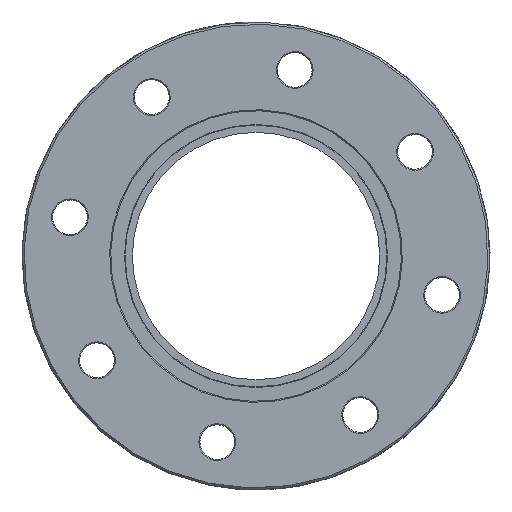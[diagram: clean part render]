
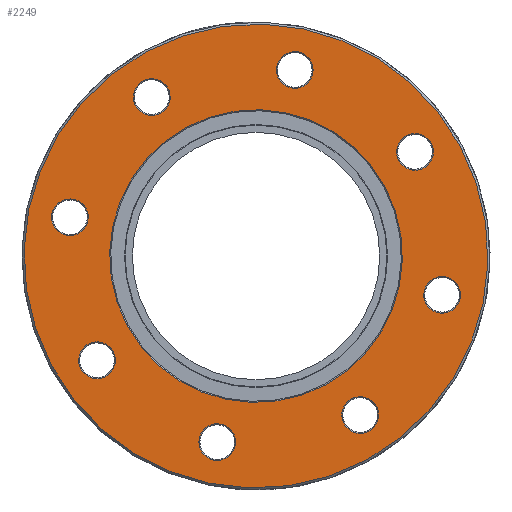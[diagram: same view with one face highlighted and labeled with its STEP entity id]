
A CAD part, front view. The second image highlights one B-rep face of the part: STEP entity #2249.
In plain terms, the highlighted planar face has unit normal (0, -1, 0).
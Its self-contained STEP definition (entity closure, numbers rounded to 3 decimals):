
#440=PLANE('',#2486);
#488=FACE_BOUND('',#716,.T.);
#489=FACE_BOUND('',#717,.T.);
#490=FACE_BOUND('',#718,.T.);
#491=FACE_BOUND('',#719,.T.);
#492=FACE_BOUND('',#720,.T.);
#493=FACE_BOUND('',#721,.T.);
#494=FACE_BOUND('',#722,.T.);
#495=FACE_BOUND('',#723,.T.);
#496=FACE_BOUND('',#724,.T.);
#558=FACE_OUTER_BOUND('',#715,.T.);
#715=EDGE_LOOP('',(#1598));
#716=EDGE_LOOP('',(#1599));
#717=EDGE_LOOP('',(#1600));
#718=EDGE_LOOP('',(#1601));
#719=EDGE_LOOP('',(#1602));
#720=EDGE_LOOP('',(#1603));
#721=EDGE_LOOP('',(#1604));
#722=EDGE_LOOP('',(#1605));
#723=EDGE_LOOP('',(#1606));
#724=EDGE_LOOP('',(#1607));
#914=CIRCLE('',#2485,35.5);
#915=CIRCLE('',#2487,56.25);
#916=CIRCLE('',#2488,4.45);
#917=CIRCLE('',#2489,4.45);
#918=CIRCLE('',#2490,4.45);
#919=CIRCLE('',#2491,4.45);
#920=CIRCLE('',#2492,4.45);
#921=CIRCLE('',#2493,4.45);
#922=CIRCLE('',#2494,4.45);
#923=CIRCLE('',#2495,4.45);
#1031=VERTEX_POINT('',#3256);
#1032=VERTEX_POINT('',#3259);
#1033=VERTEX_POINT('',#3261);
#1034=VERTEX_POINT('',#3263);
#1035=VERTEX_POINT('',#3265);
#1036=VERTEX_POINT('',#3267);
#1037=VERTEX_POINT('',#3269);
#1038=VERTEX_POINT('',#3271);
#1039=VERTEX_POINT('',#3273);
#1040=VERTEX_POINT('',#3275);
#1263=EDGE_CURVE('',#1031,#1031,#914,.T.);
#1264=EDGE_CURVE('',#1032,#1032,#915,.T.);
#1265=EDGE_CURVE('',#1033,#1033,#916,.T.);
#1266=EDGE_CURVE('',#1034,#1034,#917,.T.);
#1267=EDGE_CURVE('',#1035,#1035,#918,.T.);
#1268=EDGE_CURVE('',#1036,#1036,#919,.T.);
#1269=EDGE_CURVE('',#1037,#1037,#920,.T.);
#1270=EDGE_CURVE('',#1038,#1038,#921,.T.);
#1271=EDGE_CURVE('',#1039,#1039,#922,.T.);
#1272=EDGE_CURVE('',#1040,#1040,#923,.T.);
#1598=ORIENTED_EDGE('',*,*,#1264,.F.);
#1599=ORIENTED_EDGE('',*,*,#1265,.F.);
#1600=ORIENTED_EDGE('',*,*,#1266,.F.);
#1601=ORIENTED_EDGE('',*,*,#1267,.F.);
#1602=ORIENTED_EDGE('',*,*,#1268,.F.);
#1603=ORIENTED_EDGE('',*,*,#1269,.F.);
#1604=ORIENTED_EDGE('',*,*,#1270,.F.);
#1605=ORIENTED_EDGE('',*,*,#1271,.F.);
#1606=ORIENTED_EDGE('',*,*,#1272,.F.);
#1607=ORIENTED_EDGE('',*,*,#1263,.F.);
#2249=ADVANCED_FACE('',(#558,#488,#489,#490,#491,#492,#493,#494,#495,#496),
#440,.T.);
#2485=AXIS2_PLACEMENT_3D('',#3257,#2731,#2732);
#2486=AXIS2_PLACEMENT_3D('',#3258,#2733,#2734);
#2487=AXIS2_PLACEMENT_3D('',#3260,#2735,#2736);
#2488=AXIS2_PLACEMENT_3D('',#3262,#2737,#2738);
#2489=AXIS2_PLACEMENT_3D('',#3264,#2739,#2740);
#2490=AXIS2_PLACEMENT_3D('',#3266,#2741,#2742);
#2491=AXIS2_PLACEMENT_3D('',#3268,#2743,#2744);
#2492=AXIS2_PLACEMENT_3D('',#3270,#2745,#2746);
#2493=AXIS2_PLACEMENT_3D('',#3272,#2747,#2748);
#2494=AXIS2_PLACEMENT_3D('',#3274,#2749,#2750);
#2495=AXIS2_PLACEMENT_3D('',#3276,#2751,#2752);
#2731=DIRECTION('center_axis',(0.,-1.,0.));
#2732=DIRECTION('ref_axis',(1.,0.,0.));
#2733=DIRECTION('center_axis',(0.,-1.,0.));
#2734=DIRECTION('ref_axis',(0.,0.,-1.));
#2735=DIRECTION('center_axis',(0.,1.,0.));
#2736=DIRECTION('ref_axis',(1.,0.,0.));
#2737=DIRECTION('center_axis',(0.,-1.,0.));
#2738=DIRECTION('ref_axis',(0.,0.,1.));
#2739=DIRECTION('center_axis',(0.,-1.,0.));
#2740=DIRECTION('ref_axis',(-1.,0.,0.));
#2741=DIRECTION('center_axis',(0.,-1.,0.));
#2742=DIRECTION('ref_axis',(0.,0.,-1.));
#2743=DIRECTION('center_axis',(0.,-1.,0.));
#2744=DIRECTION('ref_axis',(1.,0.,0.));
#2745=DIRECTION('center_axis',(0.,-1.,0.));
#2746=DIRECTION('ref_axis',(0.707,0.,-0.707));
#2747=DIRECTION('center_axis',(0.,-1.,0.));
#2748=DIRECTION('ref_axis',(-0.707,0.,-0.707));
#2749=DIRECTION('center_axis',(0.,-1.,0.));
#2750=DIRECTION('ref_axis',(-0.707,0.,0.707));
#2751=DIRECTION('center_axis',(0.,-1.,0.));
#2752=DIRECTION('ref_axis',(0.707,0.,0.707));
#3256=CARTESIAN_POINT('',(-35.5,0.,0.));
#3257=CARTESIAN_POINT('Origin',(0.,0.,0.));
#3258=CARTESIAN_POINT('Origin',(-56.75,0.,0.));
#3259=CARTESIAN_POINT('',(-56.25,0.,0.));
#3260=CARTESIAN_POINT('Origin',(0.,0.,0.));
#3261=CARTESIAN_POINT('',(46.1,0.,-4.45));
#3262=CARTESIAN_POINT('Origin',(46.1,0.,0.));
#3263=CARTESIAN_POINT('',(4.45,0.,46.1));
#3264=CARTESIAN_POINT('Origin',(0.,0.,46.1));
#3265=CARTESIAN_POINT('',(-46.1,0.,4.45));
#3266=CARTESIAN_POINT('Origin',(-46.1,0.,0.));
#3267=CARTESIAN_POINT('',(-4.45,0.,-46.1));
#3268=CARTESIAN_POINT('Origin',(0.,0.,-46.1));
#3269=CARTESIAN_POINT('',(-35.744,0.,-29.451));
#3270=CARTESIAN_POINT('Origin',(-32.598,0.,-32.598));
#3271=CARTESIAN_POINT('',(-29.451,0.,35.744));
#3272=CARTESIAN_POINT('Origin',(-32.598,0.,32.598));
#3273=CARTESIAN_POINT('',(35.744,0.,29.451));
#3274=CARTESIAN_POINT('Origin',(32.598,0.,32.598));
#3275=CARTESIAN_POINT('',(29.451,0.,-35.744));
#3276=CARTESIAN_POINT('Origin',(32.598,0.,-32.598));
